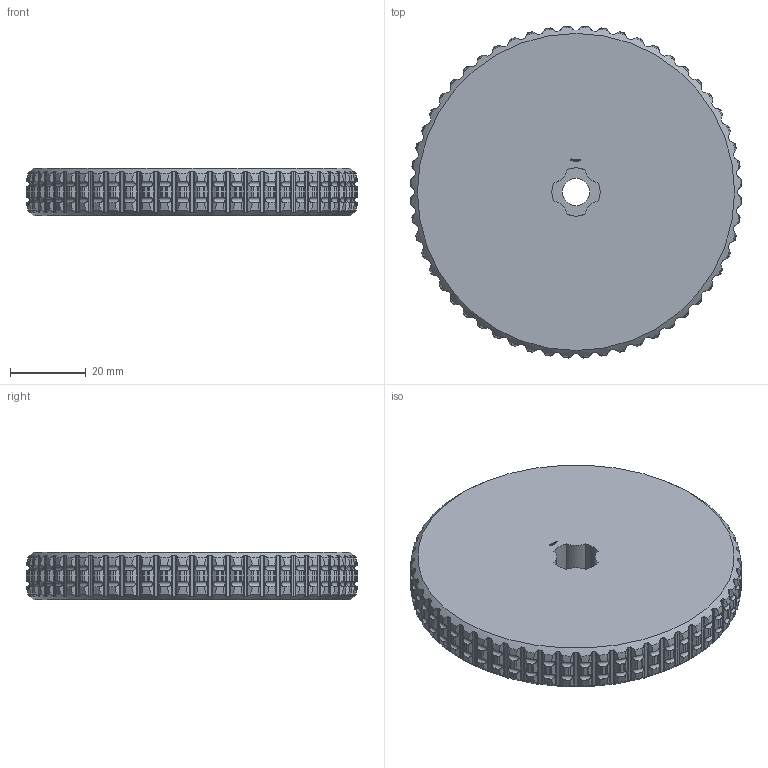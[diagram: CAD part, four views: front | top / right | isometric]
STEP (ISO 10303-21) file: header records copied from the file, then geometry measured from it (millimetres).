
FILE_DESCRIPTION(('FreeCAD Model'),'2;1');
FILE_NAME('Open CASCADE Shape Model','2023-12-20T20:42:11',(''),(''), 'Open CASCADE STEP processor 7.6','FreeCAD','Unknown');
FILE_SCHEMA(('AUTOMOTIVE_DESIGN { 1 0 10303 214 1 1 1 1 }'));
Products named in the file (1): Wheel GND TTRD PLN BU07.00x01.00 - SPN-WHL-0021 (stemfie.org)
Bounding box: 87.42 x 87.42 x 12.5 mm (x, y, z)
Volume: 70915.2 mm3; surface area: 16430.9 mm2
Topology: 1 solids, 1 shells, 1720 faces, 5002 edges, 3331 vertices
Faces by surface type: cylinder 629, plane 500, cone 251, extrusion 116, revolution 112, torus 112
Full cylindrical faces by diameter (mm): 2 x4, 7.2 x1
Entity records: 188928 total; most frequent: CARTESIAN_POINT 88879, DIRECTION 12507, ORIENTED_EDGE 10004, PCURVE 10004, DEFINITIONAL_REPRESENTATION 10004, B_SPLINE_CURVE_WITH_KNOTS 6984, VECTOR 6909, LINE 6793
